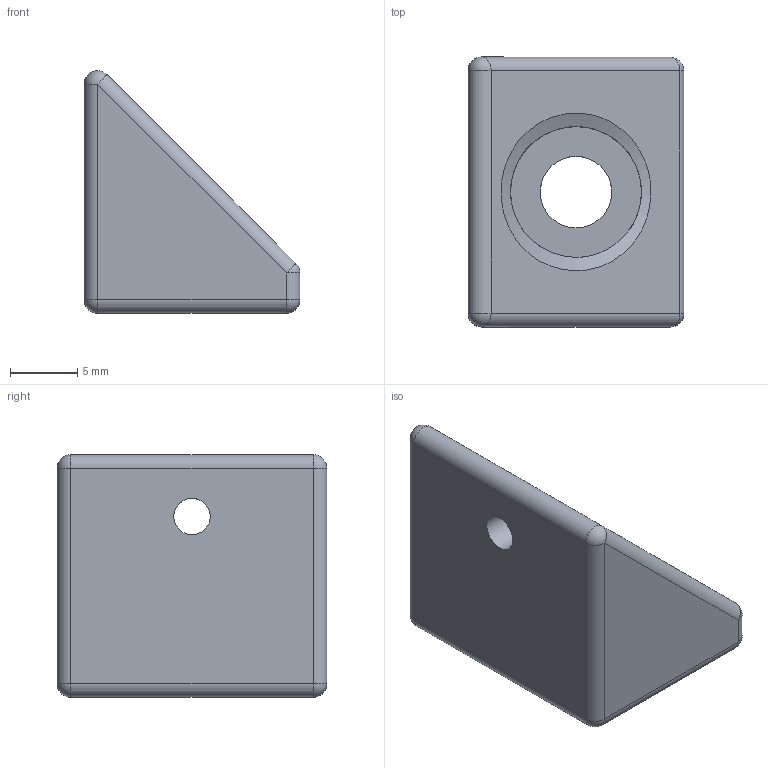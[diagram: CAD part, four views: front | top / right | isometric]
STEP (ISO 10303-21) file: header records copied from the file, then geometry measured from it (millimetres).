
FILE_DESCRIPTION(/* description */ (''),/* implementation_level */ '2;1');
FILE_NAME(/* name */ 'KW10 Bumpstop.step',/* time_stamp */ '2021-07-21T22:49:27+10:00',/* author */ (''),/* organization */ (''),/* preprocessor_version */ 'ST-DEVELOPER v18.1',/* originating_system */ 'Autodesk Translation Framework v10.9.0.1377',/* authorisation */ '');
FILE_SCHEMA (('AUTOMOTIVE_DESIGN { 1 0 10303 214 3 1 1 }'));
Length unit declared in the file: millimetre
Products named in the file (2): KW10 Bumpstop; EVA Merc X axis bump stop
Assembly tree (1 placements, depth 2):
  KW10 Bumpstop
    EVA Merc X axis bump stop
Bounding box: 16 x 20 x 17.98 mm (x, y, z)
Volume: 2924 mm3; surface area: 1692.9 mm2
Topology: 1 solids, 1 shells, 32 faces, 64 edges, 34 vertices
Faces by surface type: cylinder 15, sphere 8, plane 7, bspline 2
Full cylindrical faces by diameter (mm): 2.7 x1, 5.3 x1, 9.7 x1
Entity records: 1097 total; most frequent: CARTESIAN_POINT 379, DIRECTION 152, ORIENTED_EDGE 128, EDGE_CURVE 64, AXIS2_PLACEMENT_3D 61, EDGE_LOOP 36, VERTEX_POINT 34, FACE_OUTER_BOUND 32
